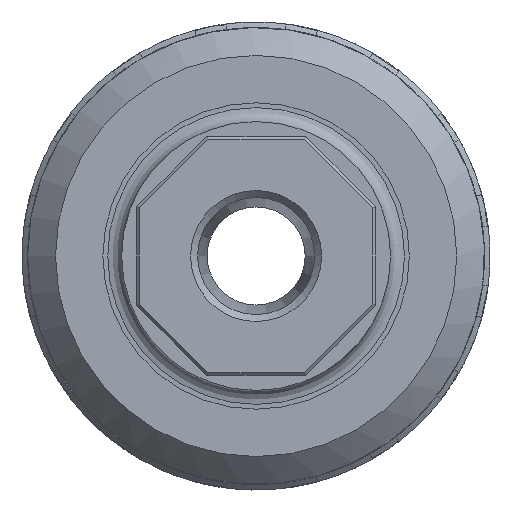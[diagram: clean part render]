
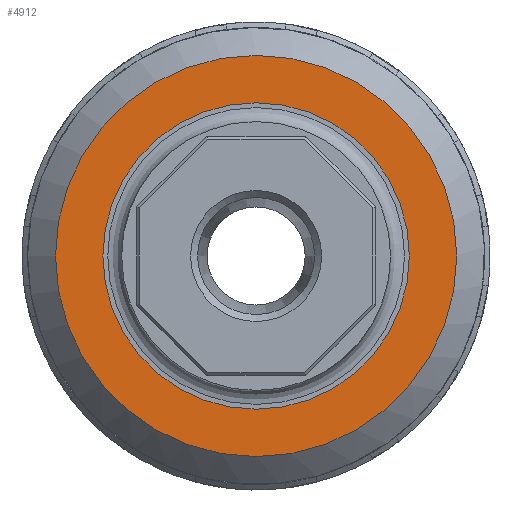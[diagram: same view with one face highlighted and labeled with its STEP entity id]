
A CAD part, front view. The second image highlights one B-rep face of the part: STEP entity #4912.
In plain terms, the highlighted free-form (B-spline) face has degree [1, 1] with [2, 2] control points.
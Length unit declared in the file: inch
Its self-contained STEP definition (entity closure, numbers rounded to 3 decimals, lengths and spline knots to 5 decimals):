
#4812=CARTESIAN_POINT('',(24.84157,5.30311,5.20973));
#4813=VERTEX_POINT('',#4812);
#4814=CARTESIAN_POINT('',(25.94157,5.30311,5.20973));
#4815=DIRECTION('',(0.0,0.0,1.0));
#4816=DIRECTION('',(-1.0,0.0,0.0));
#4817=AXIS2_PLACEMENT_3D('',#4814,#4815,#4816);
#4818=CIRCLE('',#4817,1.1);
#4819=EDGE_CURVE('',#4813,#4813,#4818,.T.);
#4889=CARTESIAN_POINT('',(24.50157,5.30311,5.20973));
#4890=VERTEX_POINT('',#4889);
#4891=CARTESIAN_POINT('',(25.94157,5.30311,5.20973));
#4892=DIRECTION('',(0.0,0.0,1.0));
#4893=DIRECTION('',(-1.0,0.0,0.0));
#4894=AXIS2_PLACEMENT_3D('',#4891,#4892,#4893);
#4895=CIRCLE('',#4894,1.44);
#4896=EDGE_CURVE('',#4890,#4890,#4895,.T.);
#4901=CARTESIAN_POINT('',(24.50157,6.74311,5.20973));
#4902=CARTESIAN_POINT('',(27.38157,6.74311,5.20973));
#4903=CARTESIAN_POINT('',(24.50157,3.86311,5.20973));
#4904=CARTESIAN_POINT('',(27.38157,3.86311,5.20973));
#4905=B_SPLINE_SURFACE_WITH_KNOTS('',1,1,((#4901,#4903),(#4902,#4904)),.UNSPECIFIED.,.F.,.F.,.U.,(2,2),(2,2),(0.0,2.88),(0.0,2.88),.UNSPECIFIED.);
#4906=ORIENTED_EDGE('',*,*,#4896,.F.);
#4907=EDGE_LOOP('',(#4906));
#4908=FACE_OUTER_BOUND('',#4907,.T.);
#4909=ORIENTED_EDGE('',*,*,#4819,.T.);
#4910=EDGE_LOOP('',(#4909));
#4911=FACE_BOUND('',#4910,.T.);
#4912=ADVANCED_FACE('',(#4908,#4911),#4905,.T.);
